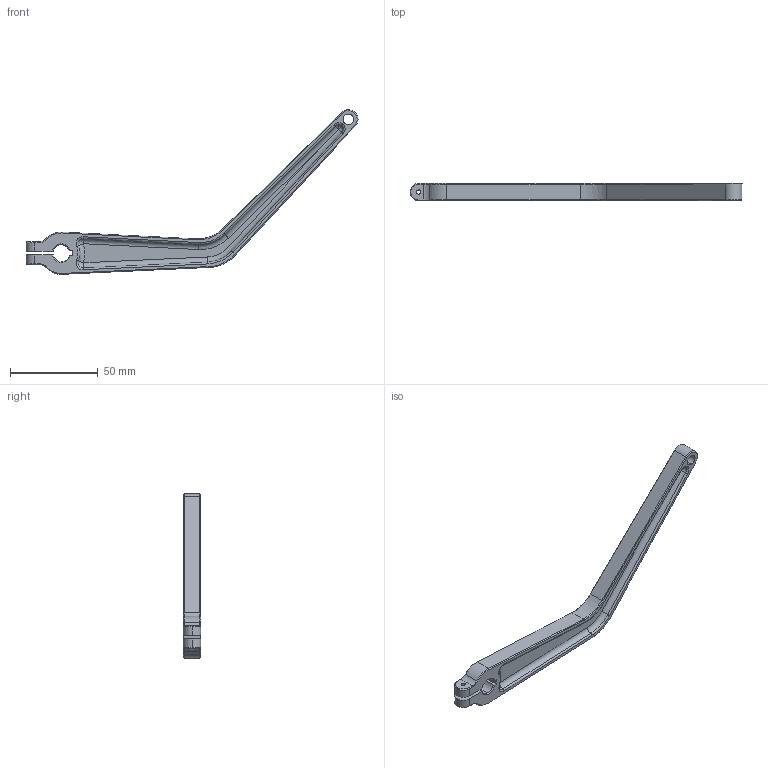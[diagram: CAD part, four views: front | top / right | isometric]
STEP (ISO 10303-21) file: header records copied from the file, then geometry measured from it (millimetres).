
FILE_DESCRIPTION (( 'STEP AP214' ), '1' );
FILE_NAME ('bicep2.STEP', '2019-11-23T12:02:56', ( '' ), ( '' ), 'SwSTEP 2.0', 'SolidWorks 2015', '' );
FILE_SCHEMA (( 'AUTOMOTIVE_DESIGN' ));
Length unit declared in the file: millimetre
Products named in the file (1): bicep2
Bounding box: 188.71 x 10 x 93.57 mm (x, y, z)
Volume: 22548.3 mm3; surface area: 13414.4 mm2
Topology: 1 solids, 1 shells, 138 faces, 331 edges, 198 vertices
Faces by surface type: cylinder 42, plane 29, cone 28, torus 26, sphere 12, bspline 1
Entity records: 4143 total; most frequent: DIRECTION 780, CARTESIAN_POINT 758, ORIENTED_EDGE 662, EDGE_CURVE 331, AXIS2_PLACEMENT_3D 324, VERTEX_POINT 198, CIRCLE 186, EDGE_LOOP 147
